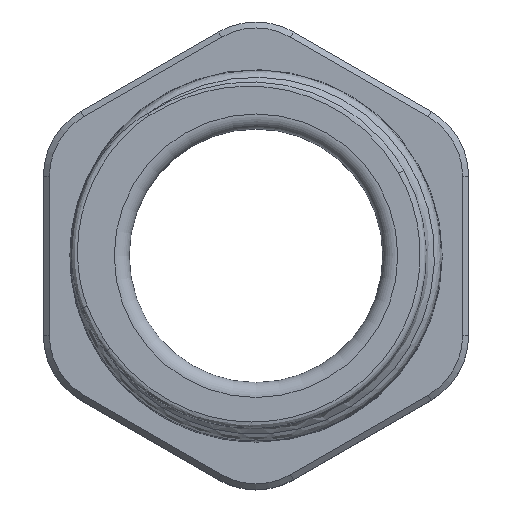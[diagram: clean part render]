
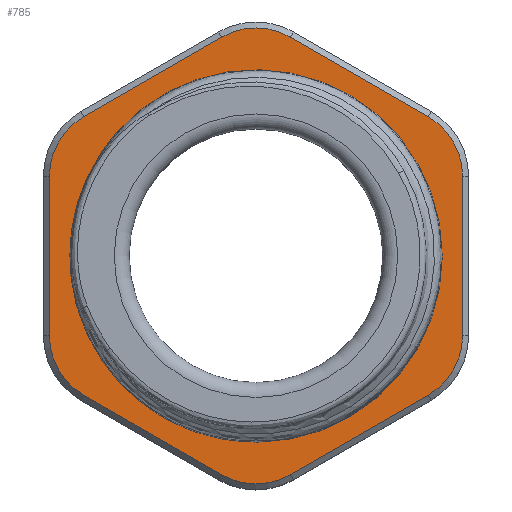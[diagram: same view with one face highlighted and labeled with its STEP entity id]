
A CAD part, top view. The second image highlights one B-rep face of the part: STEP entity #785.
In plain terms, the highlighted planar face has unit normal (0, 0, 1).
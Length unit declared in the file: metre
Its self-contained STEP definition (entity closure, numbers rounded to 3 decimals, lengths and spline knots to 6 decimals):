
#61=CIRCLE('',#853,0.0046);
#62=CIRCLE('',#854,0.0046);
#63=CIRCLE('',#855,0.0046);
#64=CIRCLE('',#856,0.0046);
#65=CIRCLE('',#857,0.0046);
#66=CIRCLE('',#858,0.0046);
#67=CIRCLE('',#859,0.012475);
#123=ORIENTED_EDGE('',*,*,#353,.T.);
#124=ORIENTED_EDGE('',*,*,#354,.T.);
#125=ORIENTED_EDGE('',*,*,#355,.T.);
#126=ORIENTED_EDGE('',*,*,#356,.T.);
#127=ORIENTED_EDGE('',*,*,#357,.T.);
#128=ORIENTED_EDGE('',*,*,#358,.T.);
#129=ORIENTED_EDGE('',*,*,#359,.T.);
#130=ORIENTED_EDGE('',*,*,#360,.T.);
#131=ORIENTED_EDGE('',*,*,#361,.T.);
#132=ORIENTED_EDGE('',*,*,#362,.T.);
#133=ORIENTED_EDGE('',*,*,#363,.T.);
#134=ORIENTED_EDGE('',*,*,#364,.T.);
#135=ORIENTED_EDGE('',*,*,#365,.F.);
#353=EDGE_CURVE('',#468,#469,#61,.T.);
#354=EDGE_CURVE('',#469,#470,#537,.T.);
#355=EDGE_CURVE('',#470,#471,#62,.T.);
#356=EDGE_CURVE('',#471,#472,#538,.T.);
#357=EDGE_CURVE('',#472,#473,#63,.T.);
#358=EDGE_CURVE('',#473,#474,#539,.T.);
#359=EDGE_CURVE('',#474,#475,#64,.T.);
#360=EDGE_CURVE('',#475,#476,#540,.T.);
#361=EDGE_CURVE('',#476,#477,#65,.T.);
#362=EDGE_CURVE('',#477,#478,#541,.T.);
#363=EDGE_CURVE('',#478,#479,#66,.T.);
#364=EDGE_CURVE('',#479,#468,#542,.T.);
#365=EDGE_CURVE('',#480,#480,#67,.T.);
#468=VERTEX_POINT('',#1217);
#469=VERTEX_POINT('',#1218);
#470=VERTEX_POINT('',#1220);
#471=VERTEX_POINT('',#1222);
#472=VERTEX_POINT('',#1224);
#473=VERTEX_POINT('',#1226);
#474=VERTEX_POINT('',#1228);
#475=VERTEX_POINT('',#1230);
#476=VERTEX_POINT('',#1232);
#477=VERTEX_POINT('',#1234);
#478=VERTEX_POINT('',#1236);
#479=VERTEX_POINT('',#1238);
#480=VERTEX_POINT('',#1241);
#537=LINE('',#1219,#597);
#538=LINE('',#1223,#598);
#539=LINE('',#1227,#599);
#540=LINE('',#1231,#600);
#541=LINE('',#1235,#601);
#542=LINE('',#1239,#602);
#597=VECTOR('',#972,1.);
#598=VECTOR('',#975,1.);
#599=VECTOR('',#978,1.);
#600=VECTOR('',#981,1.);
#601=VECTOR('',#984,1.);
#602=VECTOR('',#987,1.);
#639=EDGE_LOOP('',(#123,#124,#125,#126,#127,#128,#129,#130,#131,#132,#133,
#134));
#640=EDGE_LOOP('',(#135));
#701=FACE_BOUND('',#639,.T.);
#702=FACE_BOUND('',#640,.T.);
#763=PLANE('',#852);
#785=ADVANCED_FACE('',(#701,#702),#763,.T.);
#852=AXIS2_PLACEMENT_3D('',#1215,#968,#969);
#853=AXIS2_PLACEMENT_3D('',#1216,#970,#971);
#854=AXIS2_PLACEMENT_3D('',#1221,#973,#974);
#855=AXIS2_PLACEMENT_3D('',#1225,#976,#977);
#856=AXIS2_PLACEMENT_3D('',#1229,#979,#980);
#857=AXIS2_PLACEMENT_3D('',#1233,#982,#983);
#858=AXIS2_PLACEMENT_3D('',#1237,#985,#986);
#859=AXIS2_PLACEMENT_3D('',#1240,#988,#989);
#968=DIRECTION('',(0.,0.,1.));
#969=DIRECTION('',(0.,-1.,0.));
#970=DIRECTION('',(0.,0.,1.));
#971=DIRECTION('',(0.,-1.,0.));
#972=DIRECTION('',(-0.866,-0.5,0.));
#973=DIRECTION('',(0.,0.,1.));
#974=DIRECTION('',(0.,-1.,0.));
#975=DIRECTION('',(0.,-1.,0.));
#976=DIRECTION('',(0.,0.,1.));
#977=DIRECTION('',(0.,-1.,0.));
#978=DIRECTION('',(0.866,-0.5,0.));
#979=DIRECTION('',(0.,0.,1.));
#980=DIRECTION('',(0.,-1.,0.));
#981=DIRECTION('',(0.866,0.5,0.));
#982=DIRECTION('',(0.,0.,1.));
#983=DIRECTION('',(0.,-1.,0.));
#984=DIRECTION('',(0.,1.,0.));
#985=DIRECTION('',(0.,0.,1.));
#986=DIRECTION('',(0.,-1.,0.));
#987=DIRECTION('',(-0.866,0.5,0.));
#988=DIRECTION('',(0.,0.,1.));
#989=DIRECTION('',(0.,-1.,0.));
#1215=CARTESIAN_POINT('',(0.,0.,0.005));
#1216=CARTESIAN_POINT('',(0.,0.010681,0.005));
#1217=CARTESIAN_POINT('',(0.0023,0.014665,0.005));
#1218=CARTESIAN_POINT('',(-0.0023,0.014665,0.005));
#1219=CARTESIAN_POINT('',(-0.01155,0.009324,0.005));
#1220=CARTESIAN_POINT('',(-0.01155,0.009324,0.005));
#1221=CARTESIAN_POINT('',(-0.00925,0.00534,0.005));
#1222=CARTESIAN_POINT('',(-0.01385,0.00534,0.005));
#1223=CARTESIAN_POINT('',(-0.01385,-0.00534,0.005));
#1224=CARTESIAN_POINT('',(-0.01385,-0.00534,0.005));
#1225=CARTESIAN_POINT('',(-0.00925,-0.00534,0.005));
#1226=CARTESIAN_POINT('',(-0.01155,-0.009324,0.005));
#1227=CARTESIAN_POINT('',(-0.0023,-0.014665,0.005));
#1228=CARTESIAN_POINT('',(-0.0023,-0.014665,0.005));
#1229=CARTESIAN_POINT('',(0.,-0.010681,0.005));
#1230=CARTESIAN_POINT('',(0.0023,-0.014665,0.005));
#1231=CARTESIAN_POINT('',(0.01155,-0.009324,0.005));
#1232=CARTESIAN_POINT('',(0.01155,-0.009324,0.005));
#1233=CARTESIAN_POINT('',(0.00925,-0.00534,0.005));
#1234=CARTESIAN_POINT('',(0.01385,-0.00534,0.005));
#1235=CARTESIAN_POINT('',(0.01385,0.00534,0.005));
#1236=CARTESIAN_POINT('',(0.01385,0.00534,0.005));
#1237=CARTESIAN_POINT('',(0.00925,0.00534,0.005));
#1238=CARTESIAN_POINT('',(0.01155,0.009324,0.005));
#1239=CARTESIAN_POINT('',(0.0023,0.014665,0.005));
#1240=CARTESIAN_POINT('',(0.,0.,0.005));
#1241=CARTESIAN_POINT('',(0.,-0.012475,0.005));
